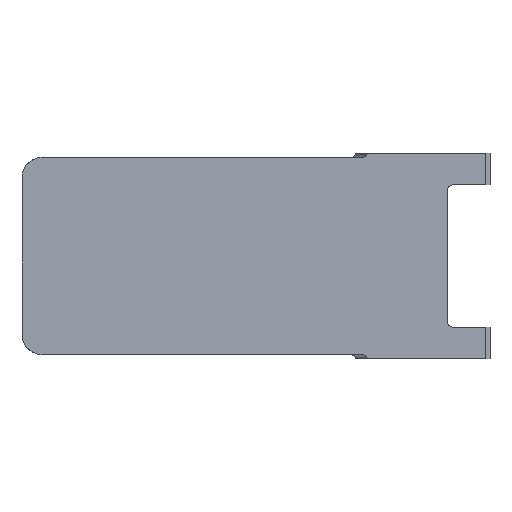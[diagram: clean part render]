
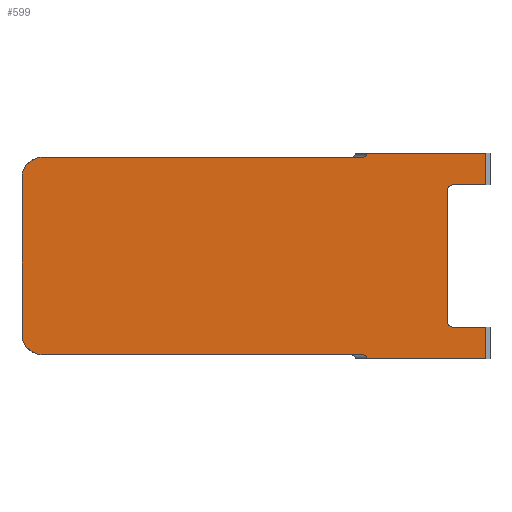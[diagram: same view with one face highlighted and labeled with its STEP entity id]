
A CAD part, top view. The second image highlights one B-rep face of the part: STEP entity #599.
In plain terms, the highlighted planar face has unit normal (0, 0, 1).
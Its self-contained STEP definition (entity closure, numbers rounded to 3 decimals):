
#97=CARTESIAN_POINT('Line Origine',(-35.27,-50.5,2.5)) ;
#101=CARTESIAN_POINT('Vertex',(-6.,-50.5,2.5)) ;
#103=CARTESIAN_POINT('Vertex',(-64.54,-50.5,2.5)) ;
#447=CARTESIAN_POINT('Axis2P3D Location',(0.,0.,2.5)) ;
#452=CARTESIAN_POINT('Line Origine',(-35.27,50.5,2.5)) ;
#456=CARTESIAN_POINT('Vertex',(-64.54,50.5,2.5)) ;
#458=CARTESIAN_POINT('Vertex',(-6.,50.5,2.5)) ;
#462=CARTESIAN_POINT('Control Point',(-66.669,48.5,2.5)) ;
#463=CARTESIAN_POINT('Control Point',(-66.402,48.5,2.5)) ;
#464=CARTESIAN_POINT('Control Point',(-66.134,48.539,2.5)) ;
#465=CARTESIAN_POINT('Control Point',(-65.875,48.618,2.5)) ;
#466=CARTESIAN_POINT('Control Point',(-65.452,48.821,2.5)) ;
#467=CARTESIAN_POINT('Control Point',(-65.101,49.127,2.5)) ;
#468=CARTESIAN_POINT('Control Point',(-64.969,49.274,2.5)) ;
#469=CARTESIAN_POINT('Control Point',(-64.748,49.588,2.5)) ;
#470=CARTESIAN_POINT('Control Point',(-64.609,49.947,2.5)) ;
#471=CARTESIAN_POINT('Control Point',(-64.563,50.128,2.5)) ;
#472=CARTESIAN_POINT('Control Point',(-64.54,50.314,2.5)) ;
#473=CARTESIAN_POINT('Control Point',(-64.54,50.5,2.5)) ;
#474=CARTESIAN_POINT('Vertex',(-66.669,48.5,2.5)) ;
#477=CARTESIAN_POINT('Line Origine',(-145.334,48.5,2.5)) ;
#481=CARTESIAN_POINT('Vertex',(-224.,48.5,2.5)) ;
#484=CARTESIAN_POINT('Axis2P3D Location',(-224.,38.5,2.5)) ;
#488=CARTESIAN_POINT('Vertex',(-234.,38.5,2.5)) ;
#491=CARTESIAN_POINT('Line Origine',(-234.,0.,2.5)) ;
#495=CARTESIAN_POINT('Vertex',(-234.,-38.5,2.5)) ;
#498=CARTESIAN_POINT('Axis2P3D Location',(-224.,-38.5,2.5)) ;
#502=CARTESIAN_POINT('Vertex',(-224.,-48.5,2.5)) ;
#505=CARTESIAN_POINT('Line Origine',(-145.334,-48.5,2.5)) ;
#509=CARTESIAN_POINT('Vertex',(-66.669,-48.5,2.5)) ;
#513=CARTESIAN_POINT('Control Point',(-66.669,-48.5,2.5)) ;
#514=CARTESIAN_POINT('Control Point',(-66.402,-48.5,2.5)) ;
#515=CARTESIAN_POINT('Control Point',(-66.134,-48.539,2.5)) ;
#516=CARTESIAN_POINT('Control Point',(-65.875,-48.618,2.5)) ;
#517=CARTESIAN_POINT('Control Point',(-65.452,-48.821,2.5)) ;
#518=CARTESIAN_POINT('Control Point',(-65.101,-49.127,2.5)) ;
#519=CARTESIAN_POINT('Control Point',(-64.969,-49.274,2.5)) ;
#520=CARTESIAN_POINT('Control Point',(-64.748,-49.588,2.5)) ;
#521=CARTESIAN_POINT('Control Point',(-64.609,-49.947,2.5)) ;
#522=CARTESIAN_POINT('Control Point',(-64.563,-50.128,2.5)) ;
#523=CARTESIAN_POINT('Control Point',(-64.54,-50.314,2.5)) ;
#524=CARTESIAN_POINT('Control Point',(-64.54,-50.5,2.5)) ;
#526=CARTESIAN_POINT('Line Origine',(-6.,-42.75,2.5)) ;
#530=CARTESIAN_POINT('Vertex',(-6.,-35.,2.5)) ;
#533=CARTESIAN_POINT('Line Origine',(-14.,-35.,2.5)) ;
#537=CARTESIAN_POINT('Vertex',(-22.,-35.,2.5)) ;
#540=CARTESIAN_POINT('Axis2P3D Location',(-22.,-32.,2.5)) ;
#544=CARTESIAN_POINT('Vertex',(-25.,-32.,2.5)) ;
#547=CARTESIAN_POINT('Line Origine',(-25.,-16.,2.5)) ;
#551=CARTESIAN_POINT('Vertex',(-25.,0.,2.5)) ;
#554=CARTESIAN_POINT('Line Origine',(-25.,16.,2.5)) ;
#558=CARTESIAN_POINT('Vertex',(-25.,32.,2.5)) ;
#561=CARTESIAN_POINT('Axis2P3D Location',(-22.,32.,2.5)) ;
#565=CARTESIAN_POINT('Vertex',(-22.,35.,2.5)) ;
#568=CARTESIAN_POINT('Line Origine',(-14.,35.,2.5)) ;
#572=CARTESIAN_POINT('Vertex',(-6.,35.,2.5)) ;
#575=CARTESIAN_POINT('Line Origine',(-6.,42.75,2.5)) ;
#98=DIRECTION('Vector Direction',(1.,0.,0.)) ;
#448=DIRECTION('Axis2P3D Direction',(0.,0.,1.)) ;
#449=DIRECTION('Axis2P3D XDirection',(1.,0.,0.)) ;
#453=DIRECTION('Vector Direction',(-1.,0.,0.)) ;
#478=DIRECTION('Vector Direction',(1.,0.,0.)) ;
#485=DIRECTION('Axis2P3D Direction',(0.,0.,1.)) ;
#492=DIRECTION('Vector Direction',(0.,1.,0.)) ;
#499=DIRECTION('Axis2P3D Direction',(0.,0.,1.)) ;
#506=DIRECTION('Vector Direction',(1.,0.,0.)) ;
#527=DIRECTION('Vector Direction',(0.,-1.,0.)) ;
#534=DIRECTION('Vector Direction',(-1.,0.,0.)) ;
#541=DIRECTION('Axis2P3D Direction',(0.,0.,1.)) ;
#548=DIRECTION('Vector Direction',(0.,1.,0.)) ;
#555=DIRECTION('Vector Direction',(0.,-1.,0.)) ;
#562=DIRECTION('Axis2P3D Direction',(0.,0.,1.)) ;
#569=DIRECTION('Vector Direction',(-1.,0.,0.)) ;
#576=DIRECTION('Vector Direction',(0.,-1.,0.)) ;
#450=AXIS2_PLACEMENT_3D('Plane Axis2P3D',#447,#448,#449) ;
#486=AXIS2_PLACEMENT_3D('Circle Axis2P3D',#484,#485,$) ;
#500=AXIS2_PLACEMENT_3D('Circle Axis2P3D',#498,#499,$) ;
#542=AXIS2_PLACEMENT_3D('Circle Axis2P3D',#540,#541,$) ;
#563=AXIS2_PLACEMENT_3D('Circle Axis2P3D',#561,#562,$) ;
#581=ORIENTED_EDGE('',*,*,#460,.F.) ;
#582=ORIENTED_EDGE('',*,*,#476,.T.) ;
#583=ORIENTED_EDGE('',*,*,#483,.T.) ;
#584=ORIENTED_EDGE('',*,*,#490,.T.) ;
#585=ORIENTED_EDGE('',*,*,#497,.T.) ;
#586=ORIENTED_EDGE('',*,*,#504,.T.) ;
#587=ORIENTED_EDGE('',*,*,#511,.T.) ;
#588=ORIENTED_EDGE('',*,*,#525,.T.) ;
#589=ORIENTED_EDGE('',*,*,#105,.F.) ;
#590=ORIENTED_EDGE('',*,*,#532,.F.) ;
#591=ORIENTED_EDGE('',*,*,#539,.F.) ;
#592=ORIENTED_EDGE('',*,*,#546,.F.) ;
#593=ORIENTED_EDGE('',*,*,#553,.F.) ;
#594=ORIENTED_EDGE('',*,*,#560,.F.) ;
#595=ORIENTED_EDGE('',*,*,#567,.F.) ;
#596=ORIENTED_EDGE('',*,*,#574,.F.) ;
#597=ORIENTED_EDGE('',*,*,#579,.T.) ;
#99=VECTOR('Line Direction',#98,1.) ;
#454=VECTOR('Line Direction',#453,1.) ;
#479=VECTOR('Line Direction',#478,1.) ;
#493=VECTOR('Line Direction',#492,1.) ;
#507=VECTOR('Line Direction',#506,1.) ;
#528=VECTOR('Line Direction',#527,1.) ;
#535=VECTOR('Line Direction',#534,1.) ;
#549=VECTOR('Line Direction',#548,1.) ;
#556=VECTOR('Line Direction',#555,1.) ;
#570=VECTOR('Line Direction',#569,1.) ;
#577=VECTOR('Line Direction',#576,1.) ;
#599=ADVANCED_FACE('',(#598),#451,.T.) ;
#461=B_SPLINE_CURVE_WITH_KNOTS('',5,(#462,#463,#464,#465,#466,#467,#468,#469,#470,#471,#472,#473),.UNSPECIFIED.,.F.,.U.,(6,3,3,6),(0.,1.889,3.273,4.586),.UNSPECIFIED.) ;
#512=B_SPLINE_CURVE_WITH_KNOTS('',5,(#513,#514,#515,#516,#517,#518,#519,#520,#521,#522,#523,#524),.UNSPECIFIED.,.F.,.U.,(6,3,3,6),(0.,1.889,3.273,4.586),.UNSPECIFIED.) ;
#487=CIRCLE('generated circle',#486,10.) ;
#501=CIRCLE('generated circle',#500,10.) ;
#543=CIRCLE('generated circle',#542,3.) ;
#564=CIRCLE('generated circle',#563,3.) ;
#105=EDGE_CURVE('',#102,#104,#100,.F.) ;
#460=EDGE_CURVE('',#457,#459,#455,.F.) ;
#476=EDGE_CURVE('',#457,#475,#461,.F.) ;
#483=EDGE_CURVE('',#475,#482,#480,.F.) ;
#490=EDGE_CURVE('',#482,#489,#487,.T.) ;
#497=EDGE_CURVE('',#489,#496,#494,.F.) ;
#504=EDGE_CURVE('',#496,#503,#501,.T.) ;
#511=EDGE_CURVE('',#503,#510,#508,.T.) ;
#525=EDGE_CURVE('',#510,#104,#512,.T.) ;
#532=EDGE_CURVE('',#531,#102,#529,.T.) ;
#539=EDGE_CURVE('',#538,#531,#536,.F.) ;
#546=EDGE_CURVE('',#545,#538,#543,.T.) ;
#553=EDGE_CURVE('',#552,#545,#550,.F.) ;
#560=EDGE_CURVE('',#559,#552,#557,.T.) ;
#567=EDGE_CURVE('',#566,#559,#564,.T.) ;
#574=EDGE_CURVE('',#573,#566,#571,.T.) ;
#579=EDGE_CURVE('',#573,#459,#578,.F.) ;
#580=EDGE_LOOP('',(#581,#582,#583,#584,#585,#586,#587,#588,#589,#590,#591,#592,#593,#594,#595,#596,#597)) ;
#598=FACE_OUTER_BOUND('',#580,.T.) ;
#100=LINE('Line',#97,#99) ;
#455=LINE('Line',#452,#454) ;
#480=LINE('Line',#477,#479) ;
#494=LINE('Line',#491,#493) ;
#508=LINE('Line',#505,#507) ;
#529=LINE('Line',#526,#528) ;
#536=LINE('Line',#533,#535) ;
#550=LINE('Line',#547,#549) ;
#557=LINE('Line',#554,#556) ;
#571=LINE('Line',#568,#570) ;
#578=LINE('Line',#575,#577) ;
#451=PLANE('Plane',#450) ;
#102=VERTEX_POINT('',#101) ;
#104=VERTEX_POINT('',#103) ;
#457=VERTEX_POINT('',#456) ;
#459=VERTEX_POINT('',#458) ;
#475=VERTEX_POINT('',#474) ;
#482=VERTEX_POINT('',#481) ;
#489=VERTEX_POINT('',#488) ;
#496=VERTEX_POINT('',#495) ;
#503=VERTEX_POINT('',#502) ;
#510=VERTEX_POINT('',#509) ;
#531=VERTEX_POINT('',#530) ;
#538=VERTEX_POINT('',#537) ;
#545=VERTEX_POINT('',#544) ;
#552=VERTEX_POINT('',#551) ;
#559=VERTEX_POINT('',#558) ;
#566=VERTEX_POINT('',#565) ;
#573=VERTEX_POINT('',#572) ;
